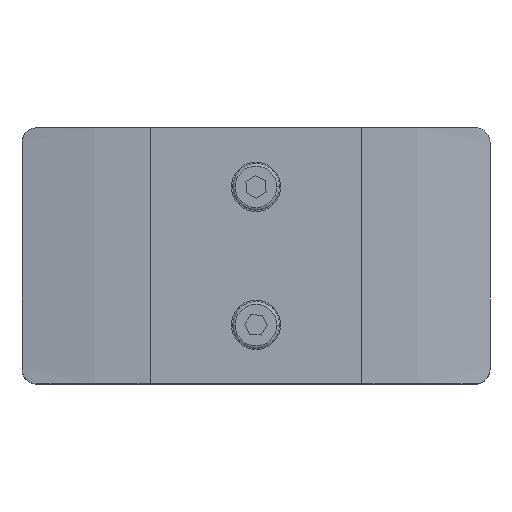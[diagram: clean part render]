
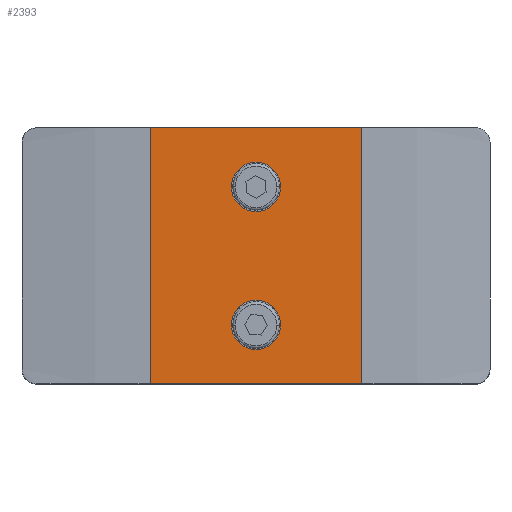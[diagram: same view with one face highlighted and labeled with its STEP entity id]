
A CAD part, top view. The second image highlights one B-rep face of the part: STEP entity #2393.
In plain terms, the highlighted planar face has unit normal (0, 0, 1).
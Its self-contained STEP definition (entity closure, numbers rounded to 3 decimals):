
#85 = EDGE_CURVE ( 'NONE', #2878, #1903, #2756, .T. ) ;
#97 = CARTESIAN_POINT ( 'NONE',  ( -21.5, 26., 0. ) ) ;
#177 = AXIS2_PLACEMENT_3D ( 'NONE', #2910, #4357, #1562 ) ;
#209 = VERTEX_POINT ( 'NONE', #639 ) ;
#357 = EDGE_LOOP ( 'NONE', ( #4543, #1298 ) ) ;
#417 = CARTESIAN_POINT ( 'NONE',  ( -21.5, 26., 0. ) ) ;
#423 = EDGE_CURVE ( 'NONE', #2507, #2184, #3908, .T. ) ;
#425 = DIRECTION ( 'NONE',  ( -1., 0., 0. ) ) ;
#463 = DIRECTION ( 'NONE',  ( 1., 0., 0. ) ) ;
#608 = VERTEX_POINT ( 'NONE', #760 ) ;
#626 = AXIS2_PLACEMENT_3D ( 'NONE', #3172, #3539, #425 ) ;
#639 = CARTESIAN_POINT ( 'NONE',  ( -21.5, -26., 0. ) ) ;
#705 = EDGE_CURVE ( 'NONE', #209, #1986, #3145, .T. ) ;
#760 = CARTESIAN_POINT ( 'NONE',  ( -5., 14., 0. ) ) ;
#775 = FACE_OUTER_BOUND ( 'NONE', #2925, .T. ) ;
#776 = VECTOR ( 'NONE', #1033, 1000. ) ;
#979 = CIRCLE ( 'NONE', #2912, 5. ) ;
#1017 = DIRECTION ( 'NONE',  ( 1., 0., 0. ) ) ;
#1033 = DIRECTION ( 'NONE',  ( 0., -1., 0. ) ) ;
#1059 = LINE ( 'NONE', #4249, #776 ) ;
#1131 = VECTOR ( 'NONE', #2444, 1000. ) ;
#1135 = EDGE_CURVE ( 'NONE', #608, #3255, #2155, .T. ) ;
#1151 = DIRECTION ( 'NONE',  ( 1., 0., 0. ) ) ;
#1173 = CARTESIAN_POINT ( 'NONE',  ( 21.5, -26., 0. ) ) ;
#1177 = CARTESIAN_POINT ( 'NONE',  ( 0., -14., 0. ) ) ;
#1298 = ORIENTED_EDGE ( 'NONE', *, *, #1376, .F. ) ;
#1369 = ORIENTED_EDGE ( 'NONE', *, *, #2823, .F. ) ;
#1376 = EDGE_CURVE ( 'NONE', #2184, #2507, #979, .T. ) ;
#1379 = DIRECTION ( 'NONE',  ( 1., 0., 0. ) ) ;
#1393 = AXIS2_PLACEMENT_3D ( 'NONE', #1177, #3656, #463 ) ;
#1468 = EDGE_CURVE ( 'NONE', #2878, #209, #1774, .T. ) ;
#1491 = CARTESIAN_POINT ( 'NONE',  ( 0., 14., 0. ) ) ;
#1562 = DIRECTION ( 'NONE',  ( 1., 0., 0. ) ) ;
#1684 = DIRECTION ( 'NONE',  ( 1., 0., 0. ) ) ;
#1774 = LINE ( 'NONE', #97, #1131 ) ;
#1846 = ORIENTED_EDGE ( 'NONE', *, *, #3331, .F. ) ;
#1903 = VERTEX_POINT ( 'NONE', #4215 ) ;
#1957 = CIRCLE ( 'NONE', #3727, 5. ) ;
#1986 = VERTEX_POINT ( 'NONE', #1173 ) ;
#2048 = ORIENTED_EDGE ( 'NONE', *, *, #85, .F. ) ;
#2155 = CIRCLE ( 'NONE', #177, 5. ) ;
#2184 = VERTEX_POINT ( 'NONE', #3316 ) ;
#2263 = ORIENTED_EDGE ( 'NONE', *, *, #705, .T. ) ;
#2378 = CARTESIAN_POINT ( 'NONE',  ( -21.5, 26., 0. ) ) ;
#2379 = DIRECTION ( 'NONE',  ( 0., 0., 1. ) ) ;
#2393 = ADVANCED_FACE ( 'NONE', ( #3452, #3562, #775 ), #2828, .F. ) ;
#2444 = DIRECTION ( 'NONE',  ( 0., -1., 0. ) ) ;
#2448 = CARTESIAN_POINT ( 'NONE',  ( 5., -14., 0. ) ) ;
#2507 = VERTEX_POINT ( 'NONE', #2448 ) ;
#2655 = ORIENTED_EDGE ( 'NONE', *, *, #1135, .F. ) ;
#2756 = LINE ( 'NONE', #2378, #4531 ) ;
#2823 = EDGE_CURVE ( 'NONE', #1903, #1986, #1059, .T. ) ;
#2828 = PLANE ( 'NONE',  #626 ) ;
#2878 = VERTEX_POINT ( 'NONE', #417 ) ;
#2910 = CARTESIAN_POINT ( 'NONE',  ( 0., 14., 0. ) ) ;
#2912 = AXIS2_PLACEMENT_3D ( 'NONE', #4131, #2379, #1684 ) ;
#2925 = EDGE_LOOP ( 'NONE', ( #2263, #1369, #2048, #3994 ) ) ;
#3145 = LINE ( 'NONE', #4544, #4137 ) ;
#3172 = CARTESIAN_POINT ( 'NONE',  ( -21.5, 26., 0. ) ) ;
#3255 = VERTEX_POINT ( 'NONE', #3940 ) ;
#3316 = CARTESIAN_POINT ( 'NONE',  ( -5., -14., 0. ) ) ;
#3331 = EDGE_CURVE ( 'NONE', #3255, #608, #1957, .T. ) ;
#3452 = FACE_BOUND ( 'NONE', #4507, .T. ) ;
#3539 = DIRECTION ( 'NONE',  ( 0., 0., -1. ) ) ;
#3562 = FACE_BOUND ( 'NONE', #357, .T. ) ;
#3656 = DIRECTION ( 'NONE',  ( 0., 0., 1. ) ) ;
#3727 = AXIS2_PLACEMENT_3D ( 'NONE', #1491, #4310, #1151 ) ;
#3908 = CIRCLE ( 'NONE', #1393, 5. ) ;
#3940 = CARTESIAN_POINT ( 'NONE',  ( 5., 14., 0. ) ) ;
#3994 = ORIENTED_EDGE ( 'NONE', *, *, #1468, .T. ) ;
#4131 = CARTESIAN_POINT ( 'NONE',  ( 0., -14., 0. ) ) ;
#4137 = VECTOR ( 'NONE', #1379, 1000. ) ;
#4215 = CARTESIAN_POINT ( 'NONE',  ( 21.5, 26., 0. ) ) ;
#4249 = CARTESIAN_POINT ( 'NONE',  ( 21.5, 26., 0. ) ) ;
#4310 = DIRECTION ( 'NONE',  ( 0., 0., 1. ) ) ;
#4357 = DIRECTION ( 'NONE',  ( 0., 0., 1. ) ) ;
#4507 = EDGE_LOOP ( 'NONE', ( #1846, #2655 ) ) ;
#4531 = VECTOR ( 'NONE', #1017, 1000. ) ;
#4543 = ORIENTED_EDGE ( 'NONE', *, *, #423, .F. ) ;
#4544 = CARTESIAN_POINT ( 'NONE',  ( -21.5, -26., 0. ) ) ;
